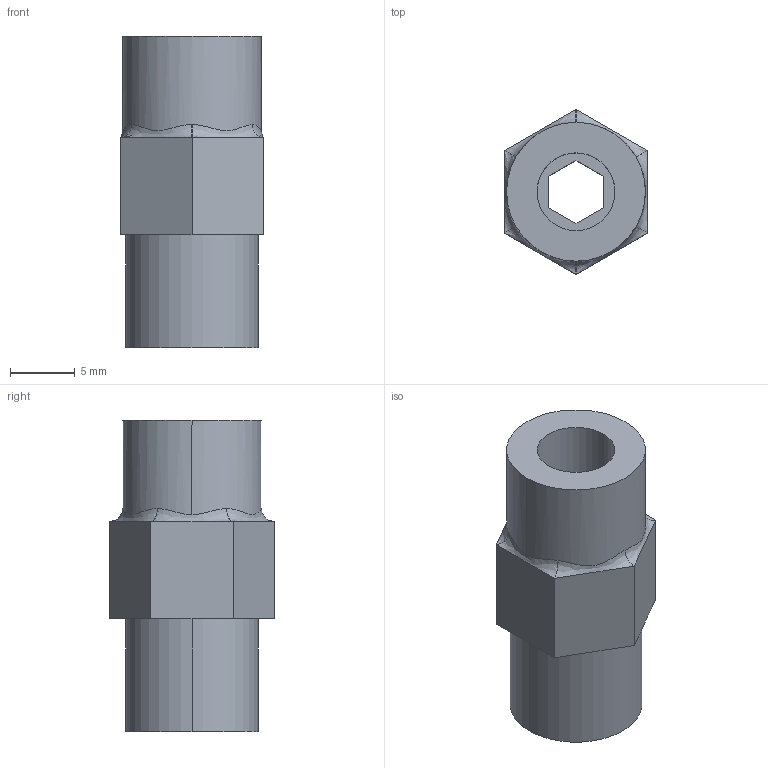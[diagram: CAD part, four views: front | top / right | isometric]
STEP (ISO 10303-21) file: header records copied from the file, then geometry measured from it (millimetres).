
FILE_DESCRIPTION (( 'STEP AP203' ), '1' );
FILE_NAME ('PTFE clamp.STEP', '2021-07-31T11:16:57', ( '' ), ( '' ), 'SwSTEP 2.0', 'SolidWorks 2020', '' );
FILE_SCHEMA (( 'CONFIG_CONTROL_DESIGN' ));
Length unit declared in the file: millimetre
Products named in the file (1): PTFE clamp
Bounding box: 11 x 12.7 x 24 mm (x, y, z)
Volume: 1682.9 mm3; surface area: 1397 mm2
Topology: 1 solids, 1 shells, 40 faces, 96 edges, 60 vertices
Faces by surface type: plane 22, cylinder 6, bspline 6, torus 6
Entity records: 1621 total; most frequent: CARTESIAN_POINT 619, ORIENTED_EDGE 192, DIRECTION 192, EDGE_CURVE 96, AXIS2_PLACEMENT_3D 69, VERTEX_POINT 60, VECTOR 54, LINE 54
